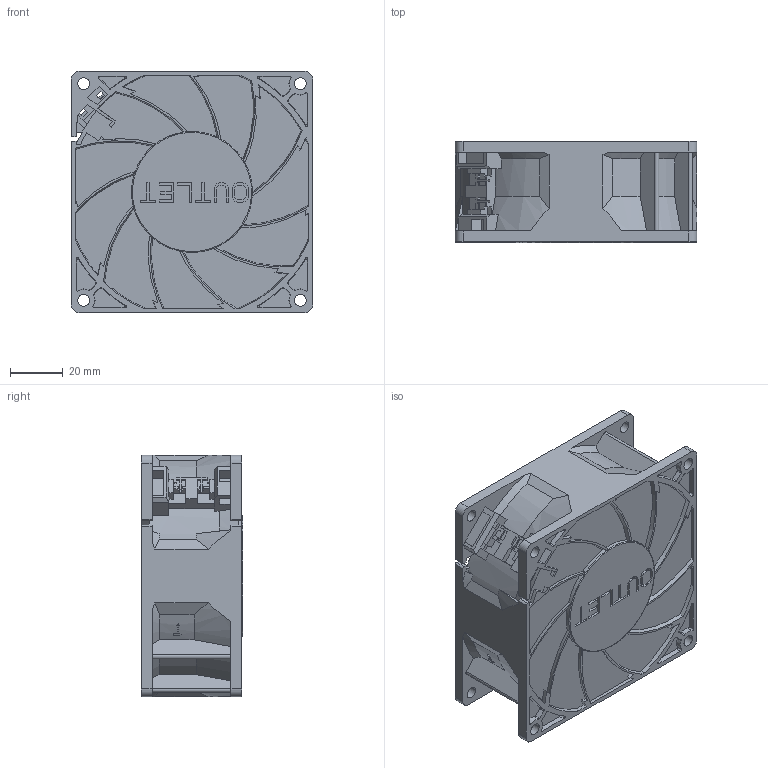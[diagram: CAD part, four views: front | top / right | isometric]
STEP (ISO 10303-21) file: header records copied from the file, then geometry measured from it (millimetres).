
FILE_DESCRIPTION((''),'2;1');
FILE_NAME('4100207500','2015-11-03T',('DURANT.QIAN'),(''),'CREO PARAMETRIC BY PTC INC, 2014440','CREO PARAMETRIC BY PTC INC, 2014440','');
FILE_SCHEMA(('CONFIG_CONTROL_DESIGN'));
Length unit declared in the file: millimetre
Products named in the file (1): 4100207500
Bounding box: 92 x 38.6 x 92 mm (x, y, z)
Volume: 249106.6 mm3; surface area: 38975.9 mm2
Topology: 1 solids, 1 shells, 642 faces, 1820 edges, 1204 vertices
Faces by surface type: plane 417, cylinder 89, cone 69, bspline 65, torus 2
Entity records: 25556 total; most frequent: CARTESIAN_POINT 9441, ORIENTED_EDGE 3640, DIRECTION 2904, EDGE_CURVE 1820, VERTEX_POINT 1205, VECTOR 1108, LINE 1108, AXIS2_PLACEMENT_3D 898
